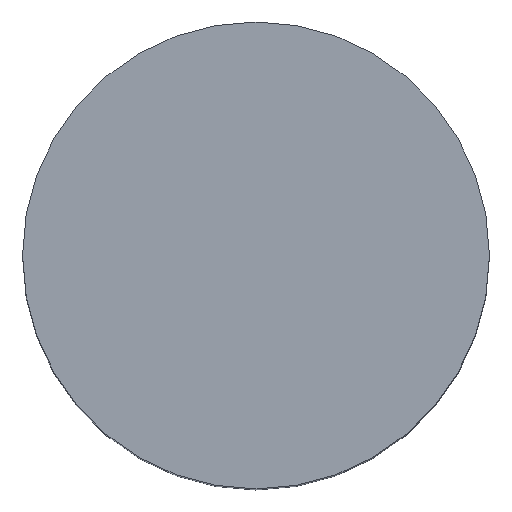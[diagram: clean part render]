
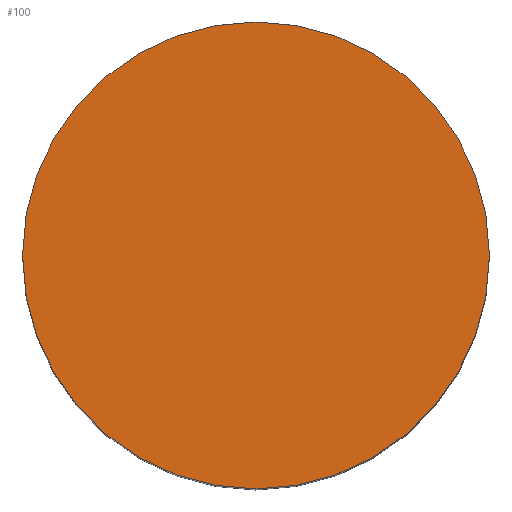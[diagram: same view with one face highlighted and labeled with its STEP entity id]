
A CAD part, top view. The second image highlights one B-rep face of the part: STEP entity #100.
In plain terms, the highlighted planar face has unit normal (0, 0, 1).
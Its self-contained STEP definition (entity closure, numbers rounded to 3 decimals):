
#5 = EDGE_LOOP ( 'NONE', ( #55, #17 ) ) ;
#7 = DIRECTION ( 'NONE',  ( 0., 0., 1. ) ) ;
#10 = FACE_OUTER_BOUND ( 'NONE', #5, .T. ) ;
#17 = ORIENTED_EDGE ( 'NONE', *, *, #99, .T. ) ;
#27 = CARTESIAN_POINT ( 'NONE',  ( 0., 0., 30. ) ) ;
#28 = CARTESIAN_POINT ( 'NONE',  ( 22., 0., 30. ) ) ;
#33 = CARTESIAN_POINT ( 'NONE',  ( 0., 0., 30. ) ) ;
#34 = VERTEX_POINT ( 'NONE', #73 ) ;
#36 = CARTESIAN_POINT ( 'NONE',  ( 0., 0., 30. ) ) ;
#48 = CIRCLE ( 'NONE', #52, 22. ) ;
#52 = AXIS2_PLACEMENT_3D ( 'NONE', #36, #150, #167 ) ;
#55 = ORIENTED_EDGE ( 'NONE', *, *, #162, .T. ) ;
#62 = PLANE ( 'NONE',  #109 ) ;
#73 = CARTESIAN_POINT ( 'NONE',  ( -22., 0., 30. ) ) ;
#82 = DIRECTION ( 'NONE',  ( 0., 0., 1. ) ) ;
#99 = EDGE_CURVE ( 'NONE', #165, #34, #48, .T. ) ;
#100 = ADVANCED_FACE ( 'NONE', ( #10 ), #62, .T. ) ;
#105 = DIRECTION ( 'NONE',  ( 1., 0., 0. ) ) ;
#109 = AXIS2_PLACEMENT_3D ( 'NONE', #33, #7, #154 ) ;
#135 = AXIS2_PLACEMENT_3D ( 'NONE', #27, #82, #105 ) ;
#150 = DIRECTION ( 'NONE',  ( 0., 0., 1. ) ) ;
#154 = DIRECTION ( 'NONE',  ( 1., 0., 0. ) ) ;
#156 = CIRCLE ( 'NONE', #135, 22. ) ;
#162 = EDGE_CURVE ( 'NONE', #34, #165, #156, .T. ) ;
#165 = VERTEX_POINT ( 'NONE', #28 ) ;
#167 = DIRECTION ( 'NONE',  ( 1., 0., 0. ) ) ;
